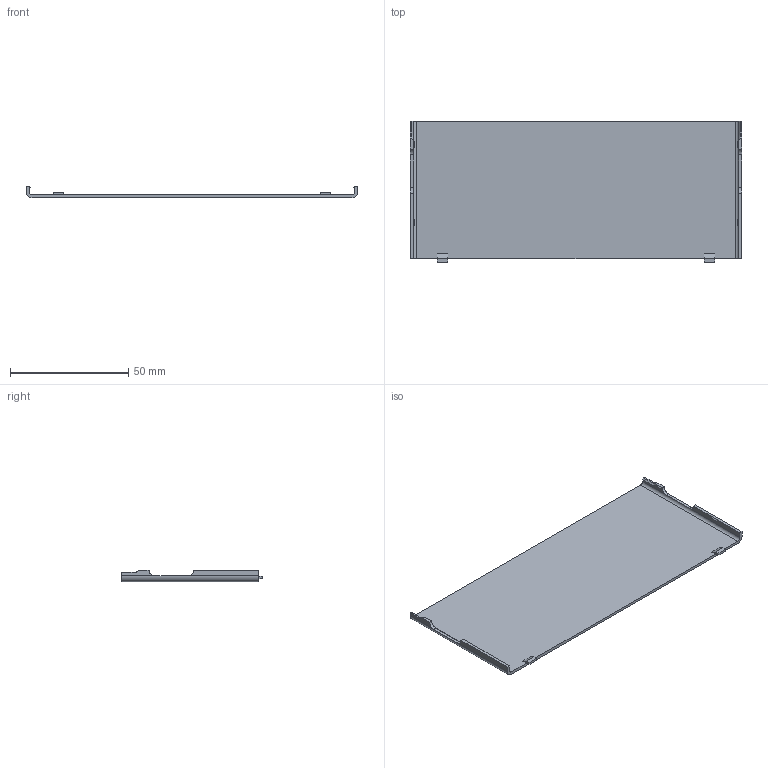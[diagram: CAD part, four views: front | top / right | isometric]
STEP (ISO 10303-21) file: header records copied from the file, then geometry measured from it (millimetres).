
FILE_DESCRIPTION(/* description */ (''),/* implementation_level */ '2;1');
FILE_NAME(/* name */ 'KTR-009.stp',/* time_stamp */ '2016-11-12T03:22:00+01:00',/* author */ ('Chris'),/* organization */ (''),/* preprocessor_version */ 'ST-DEVELOPER v16.1',/* originating_system */ 'Autodesk Inventor 2016',/* authorisation */ '');
FILE_SCHEMA (('AUTOMOTIVE_DESIGN { 1 0 10303 214 3 1 1 }'));
Length unit declared in the file: inch
Products named in the file (1): KTR-009
Bounding box: 140.34 x 59.69 x 4.95 mm (x, y, z)
Volume: 10687.2 mm3; surface area: 17367.3 mm2
Topology: 1 solids, 1 shells, 66 faces, 192 edges, 144 vertices
Faces by surface type: plane 54, cylinder 10, cone 2
Entity records: 2189 total; most frequent: CARTESIAN_POINT 427, ORIENTED_EDGE 352, DIRECTION 345, EDGE_CURVE 176, LINE 157, VECTOR 157, VERTEX_POINT 112, AXIS2_PLACEMENT_3D 94
